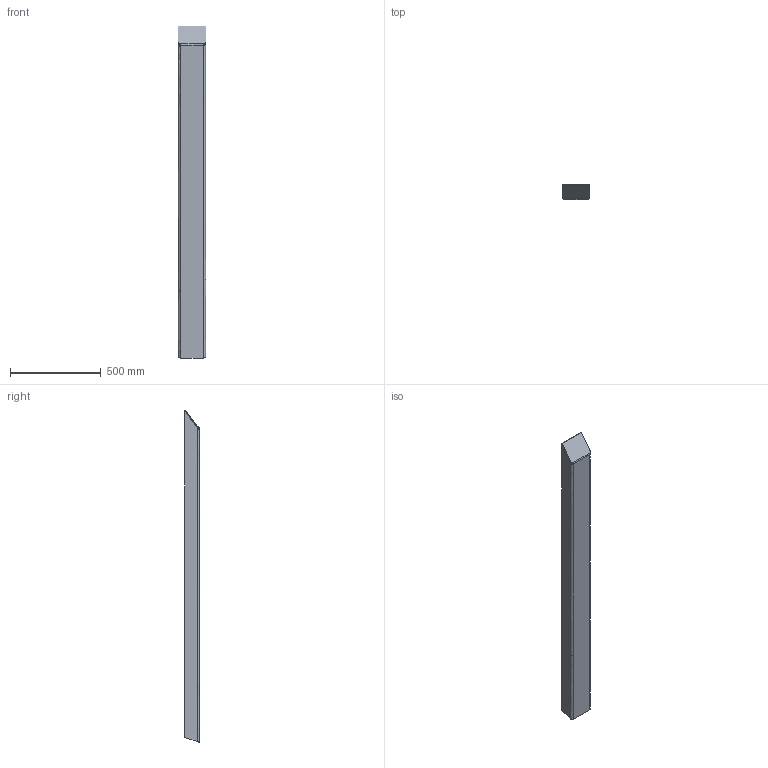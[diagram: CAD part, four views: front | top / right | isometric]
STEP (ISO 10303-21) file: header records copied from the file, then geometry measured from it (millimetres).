
FILE_DESCRIPTION (( 'STEP AP203' ), '1' );
FILE_NAME ('M5 - erp33360_MirrorÖZBEKÝSTAN ön dikme.IGS_Default_sldprt.STEP', '2023-01-17T08:13:03', ( '' ), ( '' ), 'SwSTEP 2.0', 'SolidWorks 2019', '' );
FILE_SCHEMA (( 'CONFIG_CONTROL_DESIGN' ));
Length unit declared in the file: millimetre
Products named in the file (1): M5 - erp33360_MirrorÖZBEKÝSTAN ön dikme.IGS_Default_sldprt
Bounding box: 150 x 80.63 x 1826.09 mm (x, y, z)
Volume: 3147153.5 mm3; surface area: 1076134.4 mm2
Topology: 1 solids, 1 shells, 34 faces, 72 edges, 40 vertices
Faces by surface type: bspline 34
Entity records: 1257 total; most frequent: CARTESIAN_POINT 731, ORIENTED_EDGE 144, EDGE_CURVE 72, B_SPLINE_CURVE_WITH_KNOTS 62, VERTEX_POINT 40, FACE_OUTER_BOUND 34, EDGE_LOOP 34, ADVANCED_FACE 34
